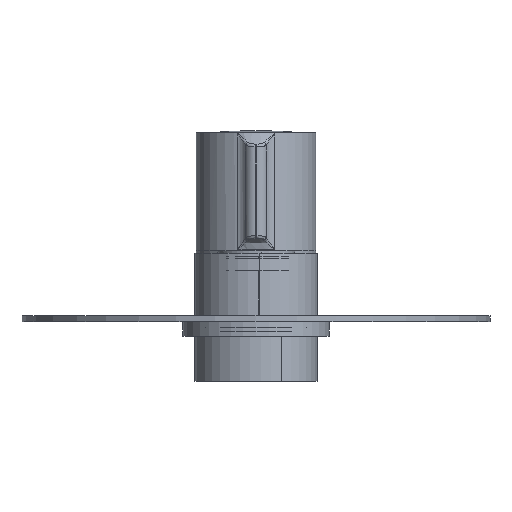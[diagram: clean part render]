
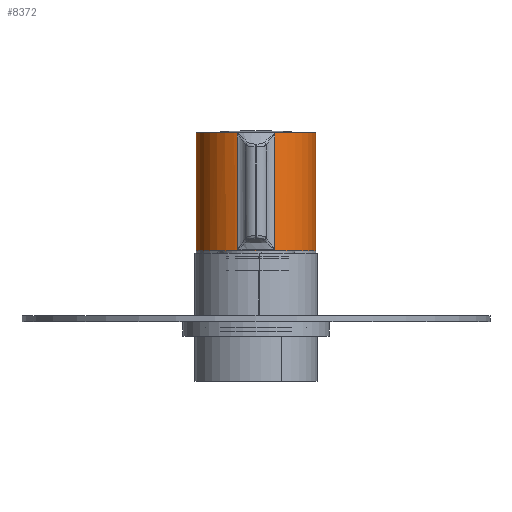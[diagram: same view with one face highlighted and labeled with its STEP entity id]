
A CAD part, front view. The second image highlights one B-rep face of the part: STEP entity #8372.
In plain terms, the highlighted cylindrical face has radius 20.5 mm (diameter 41 mm), a partial arc.
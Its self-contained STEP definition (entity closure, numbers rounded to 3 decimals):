
#175 = EDGE_CURVE ( 'NONE', #7156, #6412, #30115, .T. ) ;
#200 = VECTOR ( 'NONE', #20661, 1000. ) ;
#289 = CARTESIAN_POINT ( 'NONE',  ( -19.466, 40.182, 6.428 ) ) ;
#324 = CARTESIAN_POINT ( 'NONE',  ( -19.466, 40.25, 6.428 ) ) ;
#742 = VERTEX_POINT ( 'NONE', #24925 ) ;
#1426 = ORIENTED_EDGE ( 'NONE', *, *, #20358, .T. ) ;
#1551 = FACE_OUTER_BOUND ( 'NONE', #30198, .T. ) ;
#1835 = CARTESIAN_POINT ( 'NONE',  ( -20.082, 40.25, -4.12 ) ) ;
#1972 = CARTESIAN_POINT ( 'NONE',  ( 0., 40.25, -20.5 ) ) ;
#2055 = DIRECTION ( 'NONE',  ( 0., 0., -1. ) ) ;
#2415 = DIRECTION ( 'NONE',  ( 0., -1., 0. ) ) ;
#2612 = ORIENTED_EDGE ( 'NONE', *, *, #12171, .T. ) ;
#2640 = CARTESIAN_POINT ( 'NONE',  ( -20.082, 40.25, 4.12 ) ) ;
#3253 = EDGE_CURVE ( 'NONE', #29789, #29077, #11031, .T. ) ;
#3651 = CARTESIAN_POINT ( 'NONE',  ( 0., 0., -20.5 ) ) ;
#4815 = LINE ( 'NONE', #13327, #200 ) ;
#4893 = DIRECTION ( 'NONE',  ( 0., 1., 0. ) ) ;
#5605 = CARTESIAN_POINT ( 'NONE',  ( -19.808, 0.242, 5.392 ) ) ;
#5671 = ORIENTED_EDGE ( 'NONE', *, *, #23851, .F. ) ;
#5721 = CARTESIAN_POINT ( 'NONE',  ( 0., 40.25, 0. ) ) ;
#6146 = LINE ( 'NONE', #26990, #17343 ) ;
#6412 = VERTEX_POINT ( 'NONE', #8936 ) ;
#6606 = CARTESIAN_POINT ( 'NONE',  ( -19.466, 40.25, -6.428 ) ) ;
#7101 = CARTESIAN_POINT ( 'NONE',  ( 0., 0., 0. ) ) ;
#7156 = VERTEX_POINT ( 'NONE', #3651 ) ;
#7848 = CARTESIAN_POINT ( 'NONE',  ( -20.5, 0.281, 1.09 ) ) ;
#8372 = ADVANCED_FACE ( 'NONE', ( #1551 ), #10345, .T. ) ;
#8936 = CARTESIAN_POINT ( 'NONE',  ( 0., 0., 20.5 ) ) ;
#8956 = VERTEX_POINT ( 'NONE', #17410 ) ;
#9011 = ORIENTED_EDGE ( 'NONE', *, *, #175, .T. ) ;
#9254 = AXIS2_PLACEMENT_3D ( 'NONE', #14450, #21674, #14231 ) ;
#9304 = CARTESIAN_POINT ( 'NONE',  ( -19.466, 0.318, -6.428 ) ) ;
#9383 = B_SPLINE_CURVE_WITH_KNOTS ( 'NONE', 3,
 ( #17309, #17210, #24632, #27091 ),
 .UNSPECIFIED., .F., .F.,
 ( 4, 4 ),
 ( -0.004, -0.001 ),
 .UNSPECIFIED. ) ;
#9653 = CARTESIAN_POINT ( 'NONE',  ( 0., 40.25, 0. ) ) ;
#9657 = VECTOR ( 'NONE', #29803, 1000. ) ;
#10072 = ORIENTED_EDGE ( 'NONE', *, *, #29708, .F. ) ;
#10307 = CARTESIAN_POINT ( 'NONE',  ( -19.808, 0.242, -5.392 ) ) ;
#10345 = CYLINDRICAL_SURFACE ( 'NONE', #11431, 20.5 ) ;
#10400 = EDGE_CURVE ( 'NONE', #20545, #29077, #9383, .T. ) ;
#10401 = CARTESIAN_POINT ( 'NONE',  ( -20.5, 0.281, -0.548 ) ) ;
#10448 = EDGE_CURVE ( 'NONE', #29789, #7156, #6146, .T. ) ;
#10506 = CARTESIAN_POINT ( 'NONE',  ( -20.478, 0.278, -1.092 ) ) ;
#11031 = CIRCLE ( 'NONE', #9254, 20.5 ) ;
#11431 = AXIS2_PLACEMENT_3D ( 'NONE', #9653, #31457, #2055 ) ;
#12171 = EDGE_CURVE ( 'NONE', #742, #27802, #21729, .T. ) ;
#12184 = ORIENTED_EDGE ( 'NONE', *, *, #26328, .T. ) ;
#12476 = ORIENTED_EDGE ( 'NONE', *, *, #10448, .T. ) ;
#13000 = CARTESIAN_POINT ( 'NONE',  ( -20.326, 0.259, -2.72 ) ) ;
#13089 = CARTESIAN_POINT ( 'NONE',  ( -20.066, 0.245, 4.335 ) ) ;
#13327 = CARTESIAN_POINT ( 'NONE',  ( 0., 40.25, 20.5 ) ) ;
#13421 = ORIENTED_EDGE ( 'NONE', *, *, #3253, .F. ) ;
#13970 = AXIS2_PLACEMENT_3D ( 'NONE', #5721, #30497, #15578 ) ;
#14231 = DIRECTION ( 'NONE',  ( 0., 0., 1. ) ) ;
#14450 = CARTESIAN_POINT ( 'NONE',  ( 0., 40.25, 0. ) ) ;
#14702 = AXIS2_PLACEMENT_3D ( 'NONE', #7101, #4893, #17005 ) ;
#15328 = CARTESIAN_POINT ( 'NONE',  ( -19.466, 40.182, -6.428 ) ) ;
#15578 = DIRECTION ( 'NONE',  ( 0., 0., 1. ) ) ;
#16172 = LINE ( 'NONE', #324, #9657 ) ;
#17005 = DIRECTION ( 'NONE',  ( 0., 0., 1. ) ) ;
#17210 = CARTESIAN_POINT ( 'NONE',  ( -19.716, 40.238, -5.67 ) ) ;
#17309 = CARTESIAN_POINT ( 'NONE',  ( -19.466, 40.182, -6.428 ) ) ;
#17343 = VECTOR ( 'NONE', #2415, 1000. ) ;
#17410 = CARTESIAN_POINT ( 'NONE',  ( -19.466, 0.318, 6.428 ) ) ;
#18415 = LINE ( 'NONE', #6606, #27628 ) ;
#18968 = DIRECTION ( 'NONE',  ( 0., 1., 0. ) ) ;
#19848 = ORIENTED_EDGE ( 'NONE', *, *, #25390, .T. ) ;
#19942 = VERTEX_POINT ( 'NONE', #27604 ) ;
#20358 = EDGE_CURVE ( 'NONE', #21741, #20545, #18415, .T. ) ;
#20545 = VERTEX_POINT ( 'NONE', #15328 ) ;
#20661 = DIRECTION ( 'NONE',  ( 0., -1., 0. ) ) ;
#21025 = CARTESIAN_POINT ( 'NONE',  ( -19.466, 40.182, 6.428 ) ) ;
#21674 = DIRECTION ( 'NONE',  ( 0., 1., 0. ) ) ;
#21729 = B_SPLINE_CURVE_WITH_KNOTS ( 'NONE', 3,
 ( #2640, #24983, #29879, #289 ),
 .UNSPECIFIED., .F., .F.,
 ( 4, 4 ),
 ( 0.007, 0.01 ),
 .UNSPECIFIED. ) ;
#21741 = VERTEX_POINT ( 'NONE', #9304 ) ;
#22423 = ORIENTED_EDGE ( 'NONE', *, *, #10400, .T. ) ;
#23350 = B_SPLINE_CURVE_WITH_KNOTS ( 'NONE', 3,
 ( #29962, #5605, #13089, #30283, #7848, #10401, #10506, #30061, #13000, #30170, #10307, #27609 ),
 .UNSPECIFIED., .F., .F.,
 ( 4, 2, 2, 2, 2, 4 ),
 ( -0.004, 0., 0.003, 0.005, 0.006, 0.01 ),
 .UNSPECIFIED. ) ;
#23851 = EDGE_CURVE ( 'NONE', #19942, #6412, #4815, .T. ) ;
#24063 = CIRCLE ( 'NONE', #13970, 20.5 ) ;
#24632 = CARTESIAN_POINT ( 'NONE',  ( -19.922, 40.25, -4.901 ) ) ;
#24925 = CARTESIAN_POINT ( 'NONE',  ( -20.082, 40.25, 4.12 ) ) ;
#24983 = CARTESIAN_POINT ( 'NONE',  ( -19.922, 40.25, 4.901 ) ) ;
#25390 = EDGE_CURVE ( 'NONE', #8956, #21741, #23350, .T. ) ;
#26328 = EDGE_CURVE ( 'NONE', #27802, #8956, #16172, .T. ) ;
#26990 = CARTESIAN_POINT ( 'NONE',  ( 0., 40.25, -20.5 ) ) ;
#27091 = CARTESIAN_POINT ( 'NONE',  ( -20.082, 40.25, -4.12 ) ) ;
#27604 = CARTESIAN_POINT ( 'NONE',  ( 0., 40.25, 20.5 ) ) ;
#27609 = CARTESIAN_POINT ( 'NONE',  ( -19.466, 0.318, -6.428 ) ) ;
#27628 = VECTOR ( 'NONE', #18968, 1000. ) ;
#27802 = VERTEX_POINT ( 'NONE', #21025 ) ;
#29077 = VERTEX_POINT ( 'NONE', #1835 ) ;
#29708 = EDGE_CURVE ( 'NONE', #742, #19942, #24063, .T. ) ;
#29789 = VERTEX_POINT ( 'NONE', #1972 ) ;
#29803 = DIRECTION ( 'NONE',  ( 0., -1., 0. ) ) ;
#29879 = CARTESIAN_POINT ( 'NONE',  ( -19.716, 40.238, 5.67 ) ) ;
#29962 = CARTESIAN_POINT ( 'NONE',  ( -19.466, 0.318, 6.428 ) ) ;
#30061 = CARTESIAN_POINT ( 'NONE',  ( -20.391, 0.267, -2.178 ) ) ;
#30115 = CIRCLE ( 'NONE', #14702, 20.5 ) ;
#30170 = CARTESIAN_POINT ( 'NONE',  ( -20.066, 0.245, -4.335 ) ) ;
#30198 = EDGE_LOOP ( 'NONE', ( #5671, #10072, #2612, #12184, #19848, #1426, #22423, #13421, #12476, #9011 ) ) ;
#30283 = CARTESIAN_POINT ( 'NONE',  ( -20.413, 0.264, 2.181 ) ) ;
#30497 = DIRECTION ( 'NONE',  ( 0., 1., 0. ) ) ;
#31457 = DIRECTION ( 'NONE',  ( 0., -1., 0. ) ) ;
